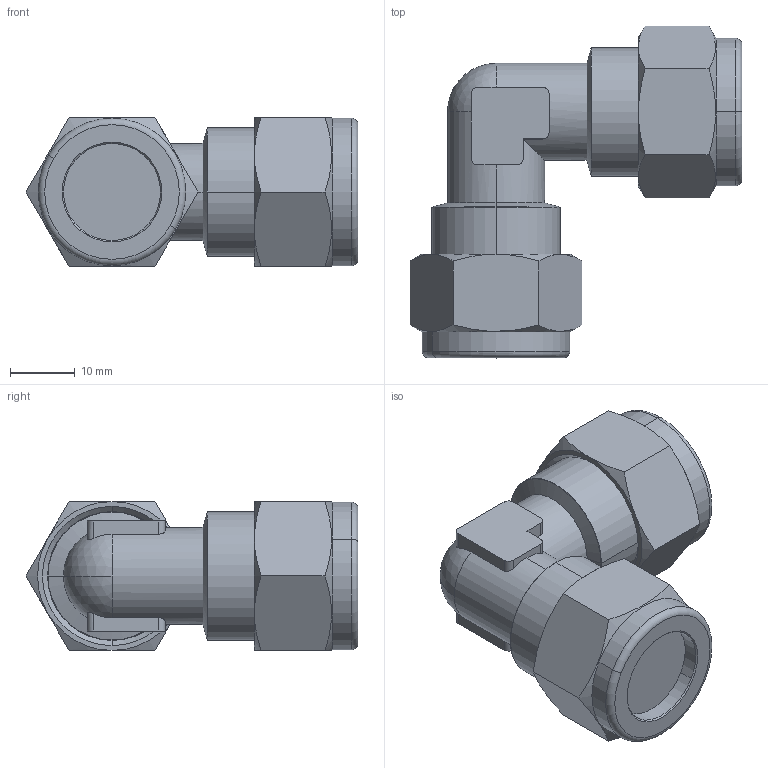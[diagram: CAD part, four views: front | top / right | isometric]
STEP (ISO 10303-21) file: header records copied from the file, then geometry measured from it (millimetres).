
FILE_DESCRIPTION (( 'STEP AP214' ), '1' );
FILE_NAME ('1026000007.step', '2013-02-25T17:13:32', ( '' ), ( '' ), 'SwSTEP 2.0', 'SolidWorks 2012', '' );
FILE_SCHEMA (( 'AUTOMOTIVE_DESIGN' ));
Length unit declared in the file: millimetre
Products named in the file (1): 1026000007
Bounding box: 51.28 x 51.28 x 23 mm (x, y, z)
Volume: 23273.6 mm3; surface area: 6544.8 mm2
Topology: 1 solids, 1 shells, 99 faces, 241 edges, 146 vertices
Faces by surface type: cone 32, plane 31, cylinder 26, torus 8, sphere 2
Entity records: 3250 total; most frequent: CARTESIAN_POINT 949, ORIENTED_EDGE 478, DIRECTION 476, EDGE_CURVE 239, AXIS2_PLACEMENT_3D 193, VERTEX_POINT 146, EDGE_LOOP 103, FACE_OUTER_BOUND 99
